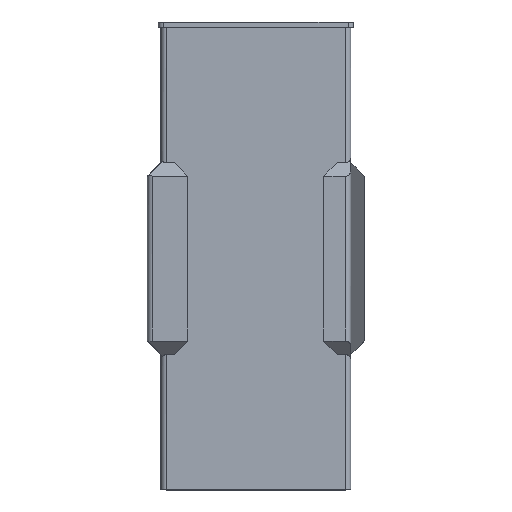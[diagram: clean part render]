
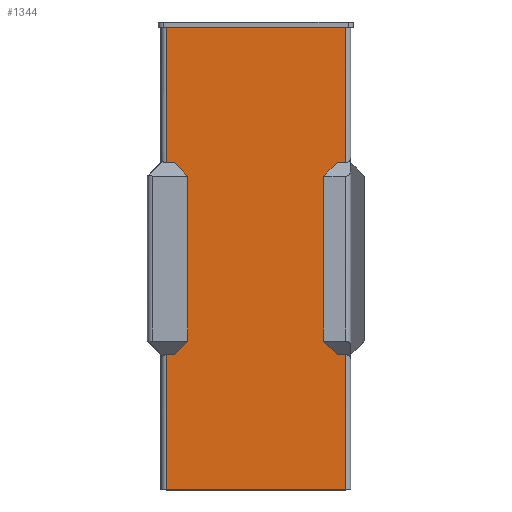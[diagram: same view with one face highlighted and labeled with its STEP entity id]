
A CAD part, top view. The second image highlights one B-rep face of the part: STEP entity #1344.
In plain terms, the highlighted planar face has unit normal (0, 0, 1).
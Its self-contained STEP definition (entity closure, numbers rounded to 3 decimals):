
#50=PLANE('',#1474);
#114=FACE_OUTER_BOUND('',#193,.T.);
#193=EDGE_LOOP('',(#1041,#1042,#1043,#1044,#1045,#1046,#1047,#1048,#1049,
#1050,#1051,#1052));
#253=LINE('',#1977,#395);
#286=LINE('',#2101,#428);
#291=LINE('',#2120,#433);
#303=LINE('',#2144,#445);
#304=LINE('',#2148,#446);
#305=LINE('',#2150,#447);
#306=LINE('',#2152,#448);
#307=LINE('',#2154,#449);
#308=LINE('',#2155,#450);
#309=LINE('',#2157,#451);
#310=LINE('',#2159,#452);
#311=LINE('',#2160,#453);
#395=VECTOR('',#1565,10.);
#428=VECTOR('',#1696,10.);
#433=VECTOR('',#1713,10.);
#445=VECTOR('',#1731,10.);
#446=VECTOR('',#1736,10.);
#447=VECTOR('',#1737,10.);
#448=VECTOR('',#1738,10.);
#449=VECTOR('',#1739,10.);
#450=VECTOR('',#1740,10.);
#451=VECTOR('',#1741,10.);
#452=VECTOR('',#1742,10.);
#453=VECTOR('',#1743,10.);
#580=VERTEX_POINT('',#1975);
#581=VERTEX_POINT('',#1976);
#622=VERTEX_POINT('',#2098);
#623=VERTEX_POINT('',#2100);
#631=VERTEX_POINT('',#2118);
#639=VERTEX_POINT('',#2141);
#641=VERTEX_POINT('',#2147);
#642=VERTEX_POINT('',#2149);
#643=VERTEX_POINT('',#2151);
#644=VERTEX_POINT('',#2153);
#645=VERTEX_POINT('',#2156);
#646=VERTEX_POINT('',#2158);
#710=EDGE_CURVE('',#580,#581,#253,.T.);
#771=EDGE_CURVE('',#622,#623,#286,.T.);
#781=EDGE_CURVE('',#631,#622,#291,.T.);
#794=EDGE_CURVE('',#639,#580,#303,.T.);
#796=EDGE_CURVE('',#641,#631,#304,.T.);
#797=EDGE_CURVE('',#641,#642,#305,.T.);
#798=EDGE_CURVE('',#642,#643,#306,.T.);
#799=EDGE_CURVE('',#643,#644,#307,.T.);
#800=EDGE_CURVE('',#581,#644,#308,.T.);
#801=EDGE_CURVE('',#639,#645,#309,.T.);
#802=EDGE_CURVE('',#645,#646,#310,.T.);
#803=EDGE_CURVE('',#646,#623,#311,.T.);
#1041=ORIENTED_EDGE('',*,*,#771,.F.);
#1042=ORIENTED_EDGE('',*,*,#781,.F.);
#1043=ORIENTED_EDGE('',*,*,#796,.F.);
#1044=ORIENTED_EDGE('',*,*,#797,.T.);
#1045=ORIENTED_EDGE('',*,*,#798,.T.);
#1046=ORIENTED_EDGE('',*,*,#799,.T.);
#1047=ORIENTED_EDGE('',*,*,#800,.F.);
#1048=ORIENTED_EDGE('',*,*,#710,.F.);
#1049=ORIENTED_EDGE('',*,*,#794,.F.);
#1050=ORIENTED_EDGE('',*,*,#801,.T.);
#1051=ORIENTED_EDGE('',*,*,#802,.T.);
#1052=ORIENTED_EDGE('',*,*,#803,.T.);
#1344=ADVANCED_FACE('',(#114),#50,.T.);
#1474=AXIS2_PLACEMENT_3D('',#2146,#1734,#1735);
#1565=DIRECTION('',(1.,0.,0.));
#1696=DIRECTION('',(0.,1.,0.));
#1713=DIRECTION('',(-1.,0.,0.));
#1731=DIRECTION('',(0.,1.,0.));
#1734=DIRECTION('center_axis',(0.,0.,1.));
#1735=DIRECTION('ref_axis',(1.,0.,0.));
#1736=DIRECTION('',(0.,-1.,0.));
#1737=DIRECTION('',(-1.,0.,0.));
#1738=DIRECTION('',(0.,1.,0.));
#1739=DIRECTION('',(1.,0.,0.));
#1740=DIRECTION('',(0.,-1.,0.));
#1741=DIRECTION('',(1.,0.,0.));
#1742=DIRECTION('',(0.,-1.,0.));
#1743=DIRECTION('',(-1.,0.,0.));
#1975=CARTESIAN_POINT('',(-1.55,84.2,17.35));
#1976=CARTESIAN_POINT('',(31.55,84.2,17.35));
#1977=CARTESIAN_POINT('',(-2.55,84.2,17.35));
#2098=CARTESIAN_POINT('',(-1.55,-1.3,17.35));
#2100=CARTESIAN_POINT('',(-1.55,23.7,17.35));
#2101=CARTESIAN_POINT('',(-1.55,83.2,17.35));
#2118=CARTESIAN_POINT('',(31.55,-1.3,17.35));
#2120=CARTESIAN_POINT('',(-2.55,-1.3,17.35));
#2141=CARTESIAN_POINT('',(-1.55,59.2,17.35));
#2144=CARTESIAN_POINT('',(-1.55,83.2,17.35));
#2146=CARTESIAN_POINT('Origin',(-2.55,83.2,17.35));
#2147=CARTESIAN_POINT('',(31.55,23.7,17.35));
#2148=CARTESIAN_POINT('',(31.55,83.2,17.35));
#2149=CARTESIAN_POINT('',(30.05,23.7,17.35));
#2150=CARTESIAN_POINT('',(15.,23.7,17.35));
#2151=CARTESIAN_POINT('',(30.05,59.2,17.35));
#2152=CARTESIAN_POINT('',(30.05,40.95,17.35));
#2153=CARTESIAN_POINT('',(31.55,59.2,17.35));
#2154=CARTESIAN_POINT('',(15.,59.2,17.35));
#2155=CARTESIAN_POINT('',(31.55,83.2,17.35));
#2156=CARTESIAN_POINT('',(-0.05,59.2,17.35));
#2157=CARTESIAN_POINT('',(15.,59.2,17.35));
#2158=CARTESIAN_POINT('',(-0.05,23.7,17.35));
#2159=CARTESIAN_POINT('',(-0.05,40.95,17.35));
#2160=CARTESIAN_POINT('',(15.,23.7,17.35));
